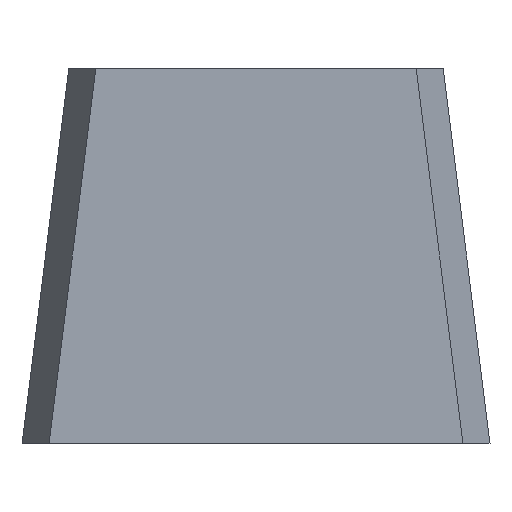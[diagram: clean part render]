
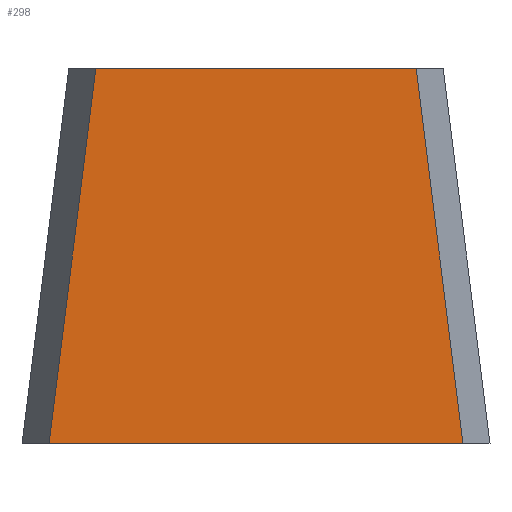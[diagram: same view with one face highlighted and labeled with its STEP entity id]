
A CAD part, front view. The second image highlights one B-rep face of the part: STEP entity #298.
In plain terms, the highlighted planar face has unit normal (0, -1, 0).
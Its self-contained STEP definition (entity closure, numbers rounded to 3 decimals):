
#19=PLANE('',#330);
#35=FACE_OUTER_BOUND('',#51,.T.);
#51=EDGE_LOOP('',(#260,#261,#262,#263));
#68=LINE('',#482,#96);
#78=LINE('',#500,#106);
#79=LINE('',#502,#107);
#81=LINE('',#505,#109);
#96=VECTOR('',#395,10.);
#106=VECTOR('',#407,10.);
#107=VECTOR('',#410,10.);
#109=VECTOR('',#414,10.);
#145=VERTEX_POINT('',#479);
#146=VERTEX_POINT('',#481);
#150=VERTEX_POINT('',#491);
#153=VERTEX_POINT('',#498);
#180=EDGE_CURVE('',#145,#146,#68,.T.);
#190=EDGE_CURVE('',#150,#153,#78,.T.);
#191=EDGE_CURVE('',#150,#145,#79,.T.);
#193=EDGE_CURVE('',#153,#146,#81,.T.);
#260=ORIENTED_EDGE('',*,*,#190,.T.);
#261=ORIENTED_EDGE('',*,*,#193,.T.);
#262=ORIENTED_EDGE('',*,*,#180,.F.);
#263=ORIENTED_EDGE('',*,*,#191,.F.);
#298=ADVANCED_FACE('',(#35),#19,.T.);
#330=AXIS2_PLACEMENT_3D('',#504,#412,#413);
#395=DIRECTION('',(1.,0.,0.));
#407=DIRECTION('',(1.,0.,0.));
#410=DIRECTION('',(0.124,0.,0.992));
#412=DIRECTION('center_axis',(0.,-1.,0.));
#413=DIRECTION('ref_axis',(0.,0.,-1.));
#414=DIRECTION('',(-0.124,0.,0.992));
#479=CARTESIAN_POINT('',(-17.113,0.4,-30.));
#481=CARTESIAN_POINT('',(17.113,0.4,-30.));
#482=CARTESIAN_POINT('',(-17.113,0.4,-30.));
#491=CARTESIAN_POINT('',(-22.113,0.4,-70.));
#498=CARTESIAN_POINT('',(22.113,0.4,-70.));
#500=CARTESIAN_POINT('',(-22.113,0.4,-70.));
#502=CARTESIAN_POINT('',(-22.113,0.4,-70.));
#504=CARTESIAN_POINT('Origin',(-22.113,0.4,-70.));
#505=CARTESIAN_POINT('',(22.113,0.4,-70.));
